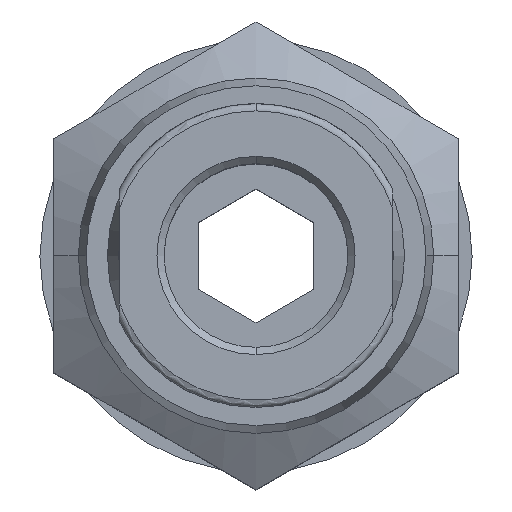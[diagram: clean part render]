
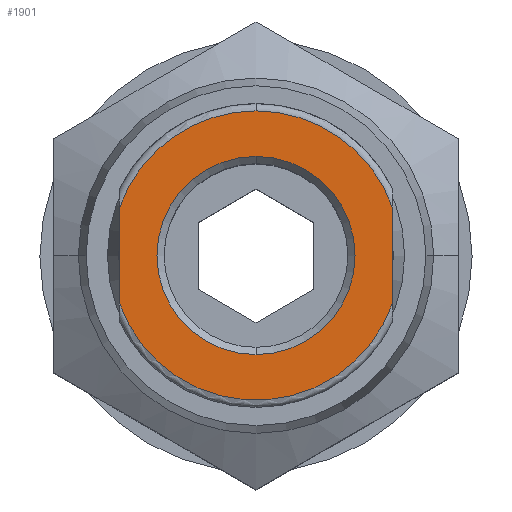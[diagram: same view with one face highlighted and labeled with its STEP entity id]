
A CAD part, top view. The second image highlights one B-rep face of the part: STEP entity #1901.
In plain terms, the highlighted planar face has unit normal (0, 0, 1).
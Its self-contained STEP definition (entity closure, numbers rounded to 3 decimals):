
#28 = CARTESIAN_POINT ( 'NONE',  ( -4.725, 1.635, 10.517 ) ) ;
#69 = EDGE_LOOP ( 'NONE', ( #1301, #1313 ) ) ;
#74 = AXIS2_PLACEMENT_3D ( 'NONE', #1540, #923, #1395 ) ;
#84 = AXIS2_PLACEMENT_3D ( 'NONE', #755, #1972, #266 ) ;
#138 = AXIS2_PLACEMENT_3D ( 'NONE', #1761, #589, #1688 ) ;
#211 = VERTEX_POINT ( 'NONE', #356 ) ;
#266 = DIRECTION ( 'NONE',  ( 0., 1., 0. ) ) ;
#290 = CIRCLE ( 'NONE', #138, 5. ) ;
#303 = DIRECTION ( 'NONE',  ( 0., 1., 0. ) ) ;
#355 = VECTOR ( 'NONE', #891, 1000. ) ;
#356 = CARTESIAN_POINT ( 'NONE',  ( 0., 3.425, 10.517 ) ) ;
#360 = DIRECTION ( 'NONE',  ( 0., 0., 1. ) ) ;
#391 = CIRCLE ( 'NONE', #428, 5. ) ;
#428 = AXIS2_PLACEMENT_3D ( 'NONE', #667, #360, #832 ) ;
#430 = CARTESIAN_POINT ( 'NONE',  ( 0., 5., 10.517 ) ) ;
#499 = LINE ( 'NONE', #1480, #1758 ) ;
#536 = AXIS2_PLACEMENT_3D ( 'NONE', #1852, #1839, #303 ) ;
#581 = ORIENTED_EDGE ( 'NONE', *, *, #1565, .T. ) ;
#589 = DIRECTION ( 'NONE',  ( 0., 0., 1. ) ) ;
#651 = VERTEX_POINT ( 'NONE', #28 ) ;
#667 = CARTESIAN_POINT ( 'NONE',  ( 0., 0., 10.517 ) ) ;
#704 = VERTEX_POINT ( 'NONE', #1292 ) ;
#742 = CARTESIAN_POINT ( 'NONE',  ( 4.725, 2.288, 10.517 ) ) ;
#755 = CARTESIAN_POINT ( 'NONE',  ( 0., 0., 10.517 ) ) ;
#770 = CARTESIAN_POINT ( 'NONE',  ( 0., 0., 10.517 ) ) ;
#777 = VERTEX_POINT ( 'NONE', #1503 ) ;
#825 = EDGE_CURVE ( 'NONE', #704, #211, #863, .T. ) ;
#831 = CIRCLE ( 'NONE', #74, 3.425 ) ;
#832 = DIRECTION ( 'NONE',  ( 0., 1., 0. ) ) ;
#863 = CIRCLE ( 'NONE', #1291, 3.425 ) ;
#891 = DIRECTION ( 'NONE',  ( 0., -1., 0. ) ) ;
#917 = DIRECTION ( 'NONE',  ( 0., 0., -1. ) ) ;
#923 = DIRECTION ( 'NONE',  ( 0., 0., -1. ) ) ;
#1023 = EDGE_CURVE ( 'NONE', #1587, #651, #499, .T. ) ;
#1031 = DIRECTION ( 'NONE',  ( 0., 1., 0. ) ) ;
#1046 = DIRECTION ( 'NONE',  ( 0., 1., 0. ) ) ;
#1125 = ORIENTED_EDGE ( 'NONE', *, *, #1680, .T. ) ;
#1135 = LINE ( 'NONE', #742, #355 ) ;
#1148 = FACE_BOUND ( 'NONE', #69, .T. ) ;
#1153 = EDGE_CURVE ( 'NONE', #1903, #777, #1135, .T. ) ;
#1172 = VERTEX_POINT ( 'NONE', #430 ) ;
#1226 = ORIENTED_EDGE ( 'NONE', *, *, #1691, .T. ) ;
#1291 = AXIS2_PLACEMENT_3D ( 'NONE', #770, #917, #1046 ) ;
#1292 = CARTESIAN_POINT ( 'NONE',  ( 0., -3.425, 10.517 ) ) ;
#1301 = ORIENTED_EDGE ( 'NONE', *, *, #825, .T. ) ;
#1313 = ORIENTED_EDGE ( 'NONE', *, *, #1851, .T. ) ;
#1316 = CIRCLE ( 'NONE', #84, 5. ) ;
#1395 = DIRECTION ( 'NONE',  ( 0., 1., 0. ) ) ;
#1480 = CARTESIAN_POINT ( 'NONE',  ( -4.725, 2.288, 10.517 ) ) ;
#1503 = CARTESIAN_POINT ( 'NONE',  ( 4.725, -1.635, 10.517 ) ) ;
#1540 = CARTESIAN_POINT ( 'NONE',  ( 0., 0., 10.517 ) ) ;
#1565 = EDGE_CURVE ( 'NONE', #1172, #651, #1316, .T. ) ;
#1587 = VERTEX_POINT ( 'NONE', #1597 ) ;
#1597 = CARTESIAN_POINT ( 'NONE',  ( -4.725, -1.635, 10.517 ) ) ;
#1680 = EDGE_CURVE ( 'NONE', #1903, #1172, #391, .T. ) ;
#1687 = CARTESIAN_POINT ( 'NONE',  ( 4.725, 1.635, 10.517 ) ) ;
#1688 = DIRECTION ( 'NONE',  ( 0., 1., 0. ) ) ;
#1691 = EDGE_CURVE ( 'NONE', #1587, #777, #290, .T. ) ;
#1758 = VECTOR ( 'NONE', #1031, 1000. ) ;
#1761 = CARTESIAN_POINT ( 'NONE',  ( 0., 0., 10.517 ) ) ;
#1775 = ORIENTED_EDGE ( 'NONE', *, *, #1023, .F. ) ;
#1785 = EDGE_LOOP ( 'NONE', ( #1775, #1226, #1891, #1125, #581 ) ) ;
#1839 = DIRECTION ( 'NONE',  ( 0., 0., -1. ) ) ;
#1851 = EDGE_CURVE ( 'NONE', #211, #704, #831, .T. ) ;
#1852 = CARTESIAN_POINT ( 'NONE',  ( 0., 3.175, 10.517 ) ) ;
#1891 = ORIENTED_EDGE ( 'NONE', *, *, #1153, .F. ) ;
#1901 = ADVANCED_FACE ( 'NONE', ( #1148, #1920 ), #2010, .F. ) ;
#1903 = VERTEX_POINT ( 'NONE', #1687 ) ;
#1920 = FACE_OUTER_BOUND ( 'NONE', #1785, .T. ) ;
#1972 = DIRECTION ( 'NONE',  ( 0., 0., 1. ) ) ;
#2010 = PLANE ( 'NONE',  #536 ) ;
